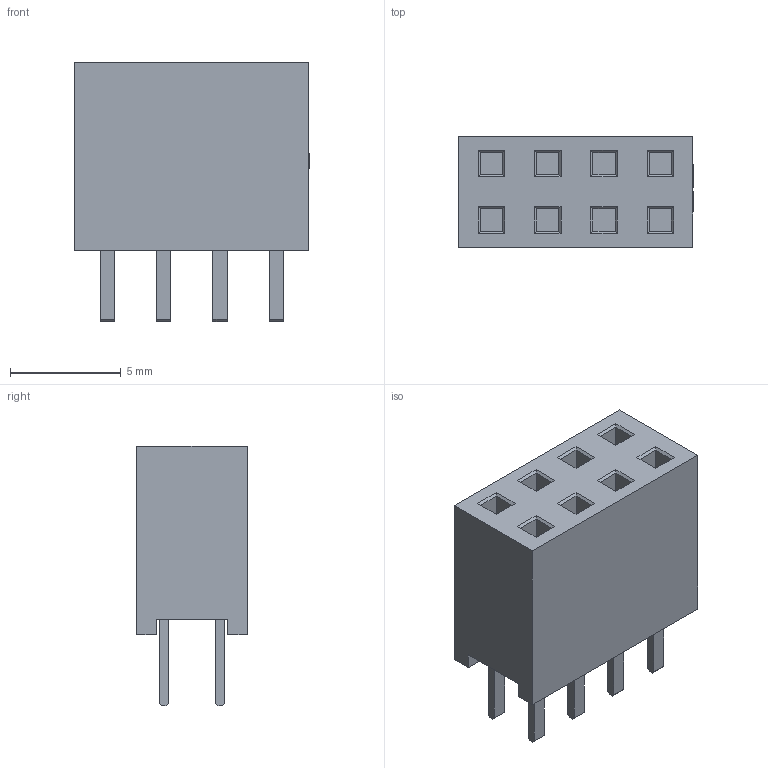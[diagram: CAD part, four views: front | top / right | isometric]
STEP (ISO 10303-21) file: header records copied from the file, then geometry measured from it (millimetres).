
FILE_DESCRIPTION(/* description */ ('Designed by EasyEDA Pro'),/* implementation_level */ '2;1');
FILE_NAME(/* name */ 'PM_2.54_2X4P_LH.step',/* time_stamp */ '2025-03-27T15:06:48+08:00',/* author */ (''),/* organization */ (''),/* preprocessor_version */ 'ST-DEVELOPER v20.1',/* originating_system */ 'Autodesk Translation Framework v14.4.0.0',/* authorisation */ '');
FILE_SCHEMA (('AUTOMOTIVE_DESIGN { 1 0 10303 214 3 1 1 }'));
Length unit declared in the file: millimetre
Products named in the file (3): AbTN-PCBModel; AbTN-Board; AbTN-H1-HDR-TH_8P-P2.54-V-F-R2-C4-S2.54
Assembly tree (2 placements, depth 2):
  AbTN-PCBModel
    AbTN-Board
    AbTN-H1-HDR-TH_8P-P2.54-V-F-R2-C4-S2.54
Bounding box: 10.57 x 5 x 11.7 mm (x, y, z)
Volume: 416.9 mm3; surface area: 507.9 mm2
Topology: 1 solids, 1 shells, 422 faces, 1102 edges, 724 vertices
Faces by surface type: plane 308, bspline 114
Entity records: 14601 total; most frequent: CARTESIAN_POINT 4351, ORIENTED_EDGE 2204, DIRECTION 1672, EDGE_CURVE 1102, LINE 874, VECTOR 874, VERTEX_POINT 724, EDGE_LOOP 464
